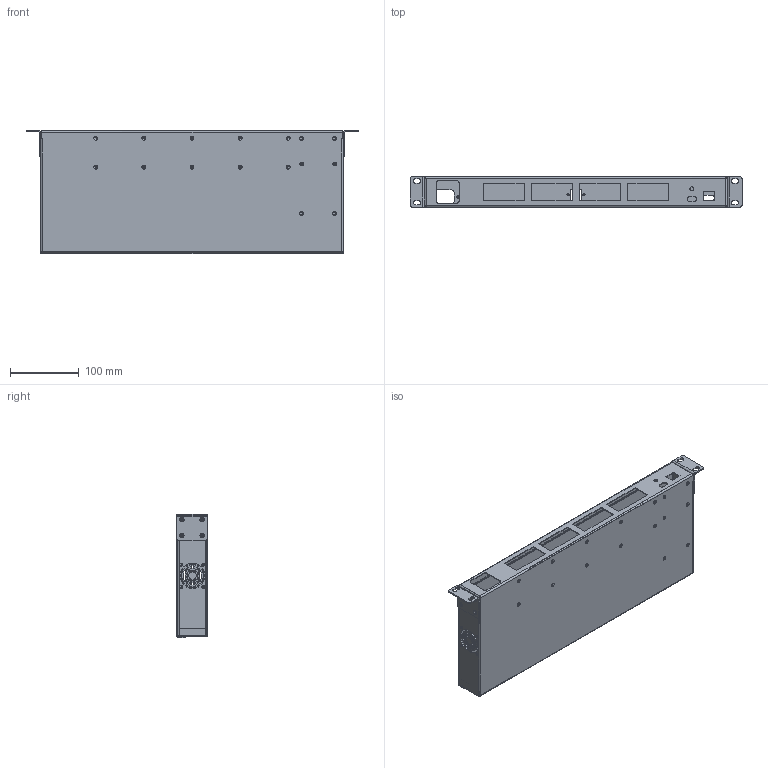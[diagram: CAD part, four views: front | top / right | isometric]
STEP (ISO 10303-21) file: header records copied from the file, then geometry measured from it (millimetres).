
FILE_DESCRIPTION (( 'STEP AP203' ), '1' );
FILE_NAME ('19 Rack Case.STEP', '2022-08-18T11:18:53', ( '' ), ( '' ), 'SwSTEP 2.0', 'SolidWorks 2022', '' );
FILE_SCHEMA (( 'CONFIG_CONTROL_DESIGN' ));
Length unit declared in the file: millimetre
Products named in the file (1): 19 Rack Case
Bounding box: 482.6 x 44.45 x 178.8 mm (x, y, z)
Volume: 234559.7 mm3; surface area: 434776 mm2
Topology: 4 solids, 4 shells, 664 faces, 1794 edges, 1138 vertices
Faces by surface type: cylinder 326, plane 260, cone 66, bspline 12
Entity records: 21907 total; most frequent: CARTESIAN_POINT 4185, DIRECTION 3772, ORIENTED_EDGE 3588, EDGE_CURVE 1794, AXIS2_PLACEMENT_3D 1367, VERTEX_POINT 1138, VECTOR 1038, LINE 1038
